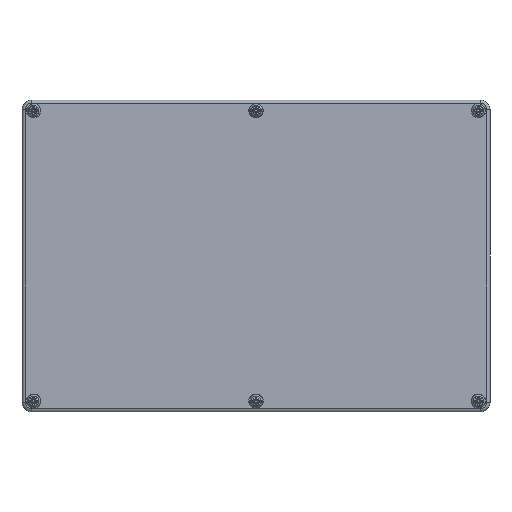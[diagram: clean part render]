
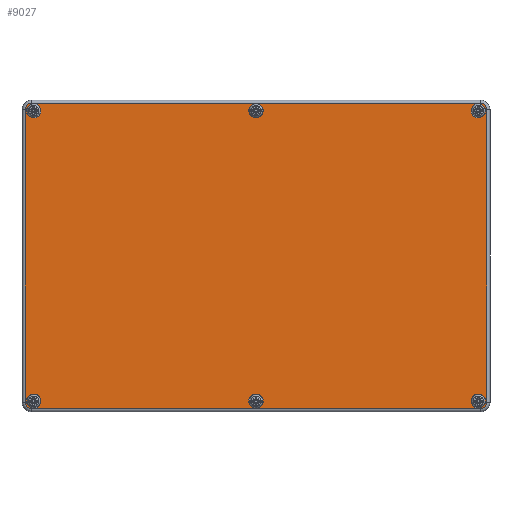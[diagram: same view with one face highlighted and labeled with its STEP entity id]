
A CAD part, top view. The second image highlights one B-rep face of the part: STEP entity #9027.
In plain terms, the highlighted face is planar.
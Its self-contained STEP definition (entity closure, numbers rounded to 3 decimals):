
#8584=CARTESIAN_POINT('',(-115.0,78.382,-15.0));
#8585=VERTEX_POINT('',#8584);
#8593=CARTESIAN_POINT('',(-118.382,75.,-15.0));
#8594=VERTEX_POINT('',#8593);
#8595=CARTESIAN_POINT('',(-115.0,75.,-15.0));
#8596=DIRECTION('',(0.0,0.0,1.0));
#8597=DIRECTION('',(-0.707,0.707,0.0));
#8598=AXIS2_PLACEMENT_3D('',#8595,#8596,#8597);
#8599=CIRCLE('',#8598,3.382);
#8600=EDGE_CURVE('',#8585,#8594,#8599,.T.);
#8626=CARTESIAN_POINT('',(-118.382,-75.,-15.0));
#8627=VERTEX_POINT('',#8626);
#8644=CARTESIAN_POINT('',(-118.382,75.,-15.0));
#8645=DIRECTION('',(0.0,-1.0,0.0));
#8646=VECTOR('',#8645,150.);
#8647=LINE('',#8644,#8646);
#8648=EDGE_CURVE('',#8594,#8627,#8647,.T.);
#8658=CARTESIAN_POINT('',(-115.0,-78.382,-15.0));
#8659=VERTEX_POINT('',#8658);
#8677=CARTESIAN_POINT('',(-115.0,-75.,-15.0));
#8678=DIRECTION('',(0.0,0.0,1.0));
#8679=DIRECTION('',(-0.707,-0.707,0.0));
#8680=AXIS2_PLACEMENT_3D('',#8677,#8678,#8679);
#8681=CIRCLE('',#8680,3.382);
#8682=EDGE_CURVE('',#8627,#8659,#8681,.T.);
#8692=CARTESIAN_POINT('',(115.0,-78.382,-15.0));
#8693=VERTEX_POINT('',#8692);
#8710=CARTESIAN_POINT('',(-115.0,-78.382,-15.0));
#8711=DIRECTION('',(1.0,0.0,0.0));
#8712=VECTOR('',#8711,230.0);
#8713=LINE('',#8710,#8712);
#8714=EDGE_CURVE('',#8659,#8693,#8713,.T.);
#8724=CARTESIAN_POINT('',(118.382,-75.,-15.0));
#8725=VERTEX_POINT('',#8724);
#8743=CARTESIAN_POINT('',(115.0,-75.,-15.0));
#8744=DIRECTION('',(0.0,0.0,1.0));
#8745=DIRECTION('',(0.707,-0.707,0.0));
#8746=AXIS2_PLACEMENT_3D('',#8743,#8744,#8745);
#8747=CIRCLE('',#8746,3.382);
#8748=EDGE_CURVE('',#8693,#8725,#8747,.T.);
#8758=CARTESIAN_POINT('',(118.382,75.,-15.0));
#8759=VERTEX_POINT('',#8758);
#8776=CARTESIAN_POINT('',(118.382,-75.,-15.0));
#8777=DIRECTION('',(0.0,1.0,0.0));
#8778=VECTOR('',#8777,150.);
#8779=LINE('',#8776,#8778);
#8780=EDGE_CURVE('',#8725,#8759,#8779,.T.);
#8790=CARTESIAN_POINT('',(115.0,78.382,-15.0));
#8791=VERTEX_POINT('',#8790);
#8809=CARTESIAN_POINT('',(115.0,75.,-15.0));
#8810=DIRECTION('',(0.0,0.0,1.0));
#8811=DIRECTION('',(0.707,0.707,0.0));
#8812=AXIS2_PLACEMENT_3D('',#8809,#8810,#8811);
#8813=CIRCLE('',#8812,3.382);
#8814=EDGE_CURVE('',#8759,#8791,#8813,.T.);
#8832=CARTESIAN_POINT('',(115.0,78.382,-15.0));
#8833=DIRECTION('',(-1.0,0.0,0.0));
#8834=VECTOR('',#8833,230.0);
#8835=LINE('',#8832,#8834);
#8836=EDGE_CURVE('',#8791,#8585,#8835,.T.);
#8946=CARTESIAN_POINT('',(0.,0.0,-15.0));
#8947=DIRECTION('',(0.0,0.0,1.0));
#8948=DIRECTION('',(1.0,0.0,0.0));
#8949=AXIS2_PLACEMENT_3D('',#8946,#8947,#8948);
#8950=PLANE('',#8949);
#8951=ORIENTED_EDGE('',*,*,#8600,.F.);
#8952=ORIENTED_EDGE('',*,*,#8836,.F.);
#8953=ORIENTED_EDGE('',*,*,#8814,.F.);
#8954=ORIENTED_EDGE('',*,*,#8780,.F.);
#8955=ORIENTED_EDGE('',*,*,#8748,.F.);
#8956=ORIENTED_EDGE('',*,*,#8714,.F.);
#8957=ORIENTED_EDGE('',*,*,#8682,.F.);
#8958=ORIENTED_EDGE('',*,*,#8648,.F.);
#8959=EDGE_LOOP('',(#8951,#8952,#8953,#8954,#8955,#8956,#8957,#8958));
#8960=FACE_OUTER_BOUND('',#8959,.T.);
#8961=CARTESIAN_POINT('',(110.3,74.5,-15.0));
#8962=VERTEX_POINT('',#8961);
#8963=CARTESIAN_POINT('',(114.,74.5,-15.0));
#8964=DIRECTION('',(0.0,0.0,1.0));
#8965=DIRECTION('',(1.0,0.0,0.0));
#8966=AXIS2_PLACEMENT_3D('',#8963,#8964,#8965);
#8967=CIRCLE('',#8966,3.7);
#8968=EDGE_CURVE('',#8962,#8962,#8967,.T.);
#8969=ORIENTED_EDGE('',*,*,#8968,.T.);
#8970=EDGE_LOOP('',(#8969));
#8971=FACE_BOUND('',#8970,.T.);
#8972=CARTESIAN_POINT('',(-3.7,74.5,-15.0));
#8973=VERTEX_POINT('',#8972);
#8974=CARTESIAN_POINT('',(0.,74.5,-15.0));
#8975=DIRECTION('',(0.0,0.0,1.0));
#8976=DIRECTION('',(1.0,0.0,0.0));
#8977=AXIS2_PLACEMENT_3D('',#8974,#8975,#8976);
#8978=CIRCLE('',#8977,3.7);
#8979=EDGE_CURVE('',#8973,#8973,#8978,.T.);
#8980=ORIENTED_EDGE('',*,*,#8979,.T.);
#8981=EDGE_LOOP('',(#8980));
#8982=FACE_BOUND('',#8981,.T.);
#8983=CARTESIAN_POINT('',(-117.7,74.5,-15.0));
#8984=VERTEX_POINT('',#8983);
#8985=CARTESIAN_POINT('',(-114.,74.5,-15.0));
#8986=DIRECTION('',(0.0,0.0,1.0));
#8987=DIRECTION('',(1.0,0.0,0.0));
#8988=AXIS2_PLACEMENT_3D('',#8985,#8986,#8987);
#8989=CIRCLE('',#8988,3.7);
#8990=EDGE_CURVE('',#8984,#8984,#8989,.T.);
#8991=ORIENTED_EDGE('',*,*,#8990,.T.);
#8992=EDGE_LOOP('',(#8991));
#8993=FACE_BOUND('',#8992,.T.);
#8994=CARTESIAN_POINT('',(-117.7,-74.5,-15.0));
#8995=VERTEX_POINT('',#8994);
#8996=CARTESIAN_POINT('',(-114.,-74.5,-15.0));
#8997=DIRECTION('',(0.0,0.0,1.0));
#8998=DIRECTION('',(1.0,0.0,0.0));
#8999=AXIS2_PLACEMENT_3D('',#8996,#8997,#8998);
#9000=CIRCLE('',#8999,3.7);
#9001=EDGE_CURVE('',#8995,#8995,#9000,.T.);
#9002=ORIENTED_EDGE('',*,*,#9001,.T.);
#9003=EDGE_LOOP('',(#9002));
#9004=FACE_BOUND('',#9003,.T.);
#9005=CARTESIAN_POINT('',(-3.7,-74.5,-15.0));
#9006=VERTEX_POINT('',#9005);
#9007=CARTESIAN_POINT('',(0.,-74.5,-15.0));
#9008=DIRECTION('',(0.0,0.0,1.0));
#9009=DIRECTION('',(1.0,0.0,0.0));
#9010=AXIS2_PLACEMENT_3D('',#9007,#9008,#9009);
#9011=CIRCLE('',#9010,3.7);
#9012=EDGE_CURVE('',#9006,#9006,#9011,.T.);
#9013=ORIENTED_EDGE('',*,*,#9012,.T.);
#9014=EDGE_LOOP('',(#9013));
#9015=FACE_BOUND('',#9014,.T.);
#9016=CARTESIAN_POINT('',(110.3,-74.5,-15.0));
#9017=VERTEX_POINT('',#9016);
#9018=CARTESIAN_POINT('',(114.,-74.5,-15.0));
#9019=DIRECTION('',(0.0,0.0,1.0));
#9020=DIRECTION('',(1.0,0.0,0.0));
#9021=AXIS2_PLACEMENT_3D('',#9018,#9019,#9020);
#9022=CIRCLE('',#9021,3.7);
#9023=EDGE_CURVE('',#9017,#9017,#9022,.T.);
#9024=ORIENTED_EDGE('',*,*,#9023,.T.);
#9025=EDGE_LOOP('',(#9024));
#9026=FACE_BOUND('',#9025,.T.);
#9027=ADVANCED_FACE('',(#8960,#8971,#8982,#8993,#9004,#9015,#9026),#8950,.F.);
